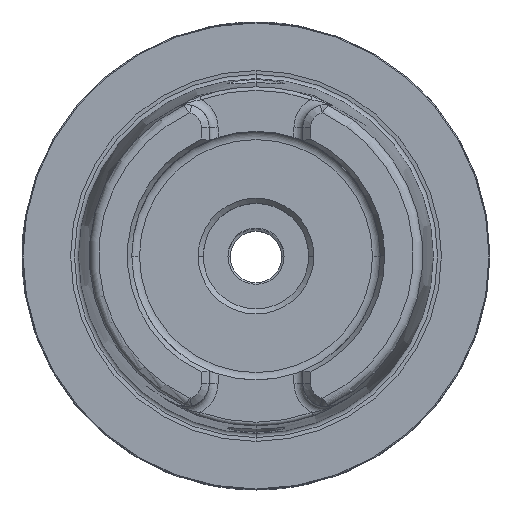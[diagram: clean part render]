
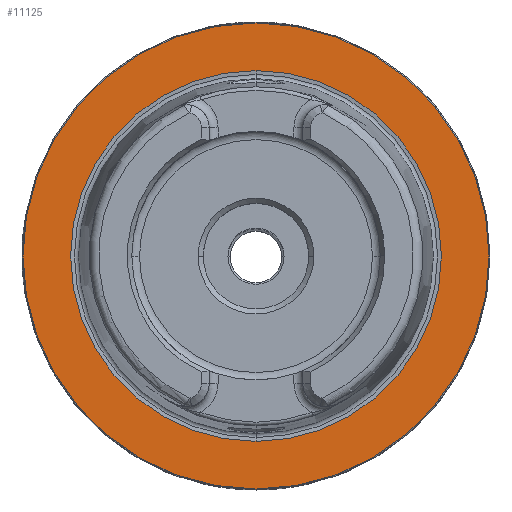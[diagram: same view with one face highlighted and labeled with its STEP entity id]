
A CAD part, top view. The second image highlights one B-rep face of the part: STEP entity #11125.
In plain terms, the highlighted planar face has unit normal (0, 0, 1).
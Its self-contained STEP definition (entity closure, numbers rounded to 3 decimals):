
#146 = VERTEX_POINT ( 'NONE', #7366 ) ;
#566 = CARTESIAN_POINT ( 'NONE',  ( 0., 49.765, 0. ) ) ;
#794 = CARTESIAN_POINT ( 'NONE',  ( 0., -39.59, 0. ) ) ;
#1437 = DIRECTION ( 'NONE',  ( 0., 0., 1. ) ) ;
#1441 = CARTESIAN_POINT ( 'NONE',  ( 0., 49.965, 0. ) ) ;
#1941 = EDGE_LOOP ( 'NONE', ( #6195, #9091 ) ) ;
#2305 = DIRECTION ( 'NONE',  ( 0., -1., 0. ) ) ;
#2635 = CARTESIAN_POINT ( 'NONE',  ( 0., 0., 0. ) ) ;
#2636 = ORIENTED_EDGE ( 'NONE', *, *, #6879, .T. ) ;
#2825 = CARTESIAN_POINT ( 'NONE',  ( 0., -49.765, 0. ) ) ;
#3143 = AXIS2_PLACEMENT_3D ( 'NONE', #4670, #10734, #5554 ) ;
#3322 = CIRCLE ( 'NONE', #6522, 39.59 ) ;
#3485 = CIRCLE ( 'NONE', #3143, 49.765 ) ;
#3529 = DIRECTION ( 'NONE',  ( 0., 1., 0. ) ) ;
#4127 = CARTESIAN_POINT ( 'NONE',  ( 0., 0., 0. ) ) ;
#4396 = EDGE_LOOP ( 'NONE', ( #2636, #9160 ) ) ;
#4670 = CARTESIAN_POINT ( 'NONE',  ( 0., 0., 0. ) ) ;
#5015 = DIRECTION ( 'NONE',  ( 0., 1., 0. ) ) ;
#5242 = FACE_BOUND ( 'NONE', #4396, .T. ) ;
#5554 = DIRECTION ( 'NONE',  ( 0., -1., 0. ) ) ;
#6161 = VERTEX_POINT ( 'NONE', #794 ) ;
#6195 = ORIENTED_EDGE ( 'NONE', *, *, #10403, .T. ) ;
#6423 = CIRCLE ( 'NONE', #10609, 39.59 ) ;
#6522 = AXIS2_PLACEMENT_3D ( 'NONE', #2635, #8738, #3529 ) ;
#6654 = PLANE ( 'NONE',  #9686 ) ;
#6692 = CARTESIAN_POINT ( 'NONE',  ( 0., 0., 0. ) ) ;
#6879 = EDGE_CURVE ( 'NONE', #6161, #146, #3322, .T. ) ;
#7366 = CARTESIAN_POINT ( 'NONE',  ( 0., 39.59, 0. ) ) ;
#7519 = CIRCLE ( 'NONE', #9011, 49.765 ) ;
#7564 = DIRECTION ( 'NONE',  ( 0., -1., 0. ) ) ;
#7567 = DIRECTION ( 'NONE',  ( 0., 0., 1. ) ) ;
#7578 = FACE_OUTER_BOUND ( 'NONE', #1941, .T. ) ;
#7922 = EDGE_CURVE ( 'NONE', #7938, #8294, #7519, .T. ) ;
#7938 = VERTEX_POINT ( 'NONE', #566 ) ;
#8294 = VERTEX_POINT ( 'NONE', #2825 ) ;
#8738 = DIRECTION ( 'NONE',  ( 0., 0., -1. ) ) ;
#8984 = EDGE_CURVE ( 'NONE', #146, #6161, #6423, .T. ) ;
#9011 = AXIS2_PLACEMENT_3D ( 'NONE', #6692, #1437, #7564 ) ;
#9091 = ORIENTED_EDGE ( 'NONE', *, *, #7922, .T. ) ;
#9160 = ORIENTED_EDGE ( 'NONE', *, *, #8984, .T. ) ;
#9686 = AXIS2_PLACEMENT_3D ( 'NONE', #1441, #7567, #2305 ) ;
#10190 = DIRECTION ( 'NONE',  ( 0., 0., -1. ) ) ;
#10403 = EDGE_CURVE ( 'NONE', #8294, #7938, #3485, .T. ) ;
#10609 = AXIS2_PLACEMENT_3D ( 'NONE', #4127, #10190, #5015 ) ;
#10734 = DIRECTION ( 'NONE',  ( 0., 0., 1. ) ) ;
#11125 = ADVANCED_FACE ( 'NONE', ( #7578, #5242 ), #6654, .T. ) ;
